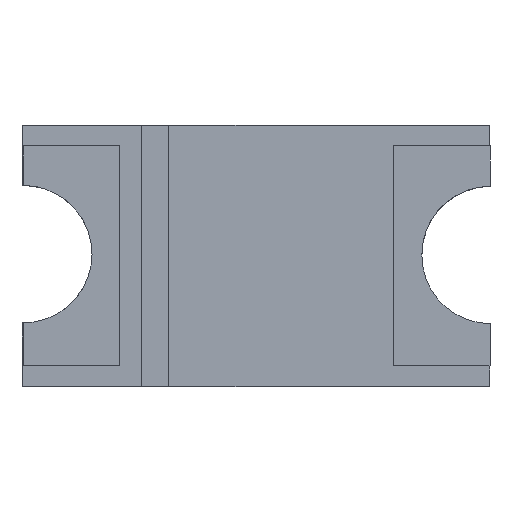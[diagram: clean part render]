
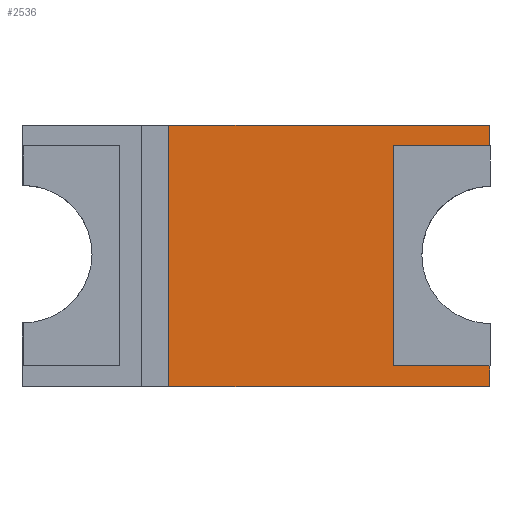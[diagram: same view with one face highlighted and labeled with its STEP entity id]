
A CAD part, top view. The second image highlights one B-rep face of the part: STEP entity #2536.
In plain terms, the highlighted planar face has unit normal (0, 0, 1).
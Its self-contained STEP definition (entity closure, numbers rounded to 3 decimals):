
#83 = PLANE('',#84);
#84 = AXIS2_PLACEMENT_3D('',#85,#86,#87);
#85 = CARTESIAN_POINT('',(1.7,-0.95,0.));
#86 = DIRECTION('',(0.,-1.,0.));
#87 = DIRECTION('',(-1.,0.,0.));
#168 = PLANE('',#169);
#169 = AXIS2_PLACEMENT_3D('',#170,#171,#172);
#170 = CARTESIAN_POINT('',(-1.7,0.95,0.));
#171 = DIRECTION('',(0.,1.,0.));
#172 = DIRECTION('',(1.,0.,0.));
#447 = PLANE('',#448);
#448 = AXIS2_PLACEMENT_3D('',#449,#450,#451);
#449 = CARTESIAN_POINT('',(1.7,0.95,0.));
#450 = DIRECTION('',(1.,0.,0.));
#451 = DIRECTION('',(0.,-1.,0.));
#674 = PLANE('',#675);
#675 = AXIS2_PLACEMENT_3D('',#676,#677,#678);
#676 = CARTESIAN_POINT('',(1.7,0.95,0.));
#677 = DIRECTION('',(1.,0.,0.));
#678 = DIRECTION('',(0.,-1.,0.));
#1116 = VERTEX_POINT('',#1117);
#1117 = CARTESIAN_POINT('',(1.7,-0.95,0.94));
#1138 = EDGE_CURVE('',#1116,#1139,#1141,.T.);
#1139 = VERTEX_POINT('',#1140);
#1140 = CARTESIAN_POINT('',(-0.632,-0.95,0.94));
#1141 = SURFACE_CURVE('',#1142,(#1146,#1153),.PCURVE_S1.);
#1142 = LINE('',#1143,#1144);
#1143 = CARTESIAN_POINT('',(1.7,-0.95,0.94));
#1144 = VECTOR('',#1145,1.);
#1145 = DIRECTION('',(-1.,0.,0.));
#1146 = PCURVE('',#83,#1147);
#1147 = DEFINITIONAL_REPRESENTATION('',(#1148),#1152);
#1148 = LINE('',#1149,#1150);
#1149 = CARTESIAN_POINT('',(0.,-0.94));
#1150 = VECTOR('',#1151,1.);
#1151 = DIRECTION('',(1.,0.));
#1152 = ( GEOMETRIC_REPRESENTATION_CONTEXT(2) 
PARAMETRIC_REPRESENTATION_CONTEXT() REPRESENTATION_CONTEXT('2D SPACE',''
  ) );
#1153 = PCURVE('',#1154,#1159);
#1154 = PLANE('',#1155);
#1155 = AXIS2_PLACEMENT_3D('',#1156,#1157,#1158);
#1156 = CARTESIAN_POINT('',(-1.7,0.95,0.94));
#1157 = DIRECTION('',(0.,0.,1.));
#1158 = DIRECTION('',(1.,0.,0.));
#1159 = DEFINITIONAL_REPRESENTATION('',(#1160),#1164);
#1160 = LINE('',#1161,#1162);
#1161 = CARTESIAN_POINT('',(3.4,-1.9));
#1162 = VECTOR('',#1163,1.);
#1163 = DIRECTION('',(-1.,0.));
#1164 = ( GEOMETRIC_REPRESENTATION_CONTEXT(2) 
PARAMETRIC_REPRESENTATION_CONTEXT() REPRESENTATION_CONTEXT('2D SPACE',''
  ) );
#1221 = VERTEX_POINT('',#1222);
#1222 = CARTESIAN_POINT('',(-0.632,0.95,0.94));
#1248 = EDGE_CURVE('',#1221,#1249,#1251,.T.);
#1249 = VERTEX_POINT('',#1250);
#1250 = CARTESIAN_POINT('',(1.7,0.95,0.94));
#1251 = SURFACE_CURVE('',#1252,(#1256,#1263),.PCURVE_S1.);
#1252 = LINE('',#1253,#1254);
#1253 = CARTESIAN_POINT('',(-1.7,0.95,0.94));
#1254 = VECTOR('',#1255,1.);
#1255 = DIRECTION('',(1.,0.,0.));
#1256 = PCURVE('',#168,#1257);
#1257 = DEFINITIONAL_REPRESENTATION('',(#1258),#1262);
#1258 = LINE('',#1259,#1260);
#1259 = CARTESIAN_POINT('',(0.,-0.94));
#1260 = VECTOR('',#1261,1.);
#1261 = DIRECTION('',(1.,0.));
#1262 = ( GEOMETRIC_REPRESENTATION_CONTEXT(2) 
PARAMETRIC_REPRESENTATION_CONTEXT() REPRESENTATION_CONTEXT('2D SPACE',''
  ) );
#1263 = PCURVE('',#1154,#1264);
#1264 = DEFINITIONAL_REPRESENTATION('',(#1265),#1269);
#1265 = LINE('',#1266,#1267);
#1266 = CARTESIAN_POINT('',(0.,0.));
#1267 = VECTOR('',#1268,1.);
#1268 = DIRECTION('',(1.,0.));
#1269 = ( GEOMETRIC_REPRESENTATION_CONTEXT(2) 
PARAMETRIC_REPRESENTATION_CONTEXT() REPRESENTATION_CONTEXT('2D SPACE',''
  ) );
#1298 = EDGE_CURVE('',#1249,#1299,#1301,.T.);
#1299 = VERTEX_POINT('',#1300);
#1300 = CARTESIAN_POINT('',(1.7,0.8,0.94));
#1301 = SURFACE_CURVE('',#1302,(#1306,#1313),.PCURVE_S1.);
#1302 = LINE('',#1303,#1304);
#1303 = CARTESIAN_POINT('',(1.7,0.95,0.94));
#1304 = VECTOR('',#1305,1.);
#1305 = DIRECTION('',(0.,-1.,0.));
#1306 = PCURVE('',#674,#1307);
#1307 = DEFINITIONAL_REPRESENTATION('',(#1308),#1312);
#1308 = LINE('',#1309,#1310);
#1309 = CARTESIAN_POINT('',(0.,-0.94));
#1310 = VECTOR('',#1311,1.);
#1311 = DIRECTION('',(1.,0.));
#1312 = ( GEOMETRIC_REPRESENTATION_CONTEXT(2) 
PARAMETRIC_REPRESENTATION_CONTEXT() REPRESENTATION_CONTEXT('2D SPACE',''
  ) );
#1313 = PCURVE('',#1154,#1314);
#1314 = DEFINITIONAL_REPRESENTATION('',(#1315),#1319);
#1315 = LINE('',#1316,#1317);
#1316 = CARTESIAN_POINT('',(3.4,0.));
#1317 = VECTOR('',#1318,1.);
#1318 = DIRECTION('',(0.,-1.));
#1319 = ( GEOMETRIC_REPRESENTATION_CONTEXT(2) 
PARAMETRIC_REPRESENTATION_CONTEXT() REPRESENTATION_CONTEXT('2D SPACE',''
  ) );
#1829 = VERTEX_POINT('',#1830);
#1830 = CARTESIAN_POINT('',(1.7,-0.8,0.94));
#1851 = EDGE_CURVE('',#1829,#1116,#1852,.T.);
#1852 = SURFACE_CURVE('',#1853,(#1857,#1864),.PCURVE_S1.);
#1853 = LINE('',#1854,#1855);
#1854 = CARTESIAN_POINT('',(1.7,0.95,0.94));
#1855 = VECTOR('',#1856,1.);
#1856 = DIRECTION('',(0.,-1.,0.));
#1857 = PCURVE('',#447,#1858);
#1858 = DEFINITIONAL_REPRESENTATION('',(#1859),#1863);
#1859 = LINE('',#1860,#1861);
#1860 = CARTESIAN_POINT('',(0.,-0.94));
#1861 = VECTOR('',#1862,1.);
#1862 = DIRECTION('',(1.,0.));
#1863 = ( GEOMETRIC_REPRESENTATION_CONTEXT(2) 
PARAMETRIC_REPRESENTATION_CONTEXT() REPRESENTATION_CONTEXT('2D SPACE',''
  ) );
#1864 = PCURVE('',#1154,#1865);
#1865 = DEFINITIONAL_REPRESENTATION('',(#1866),#1870);
#1866 = LINE('',#1867,#1868);
#1867 = CARTESIAN_POINT('',(3.4,0.));
#1868 = VECTOR('',#1869,1.);
#1869 = DIRECTION('',(0.,-1.));
#1870 = ( GEOMETRIC_REPRESENTATION_CONTEXT(2) 
PARAMETRIC_REPRESENTATION_CONTEXT() REPRESENTATION_CONTEXT('2D SPACE',''
  ) );
#2536 = ADVANCED_FACE('',(#2537),#1154,.T.);
#2537 = FACE_BOUND('',#2538,.T.);
#2538 = EDGE_LOOP('',(#2539,#2540,#2566,#2567,#2568,#2596,#2624,#2650));
#2539 = ORIENTED_EDGE('',*,*,#1248,.F.);
#2540 = ORIENTED_EDGE('',*,*,#2541,.F.);
#2541 = EDGE_CURVE('',#1139,#1221,#2542,.T.);
#2542 = SURFACE_CURVE('',#2543,(#2547,#2554),.PCURVE_S1.);
#2543 = LINE('',#2544,#2545);
#2544 = CARTESIAN_POINT('',(-0.632,-0.95,0.94));
#2545 = VECTOR('',#2546,1.);
#2546 = DIRECTION('',(0.,1.,0.));
#2547 = PCURVE('',#1154,#2548);
#2548 = DEFINITIONAL_REPRESENTATION('',(#2549),#2553);
#2549 = LINE('',#2550,#2551);
#2550 = CARTESIAN_POINT('',(1.068,-1.9));
#2551 = VECTOR('',#2552,1.);
#2552 = DIRECTION('',(0.,1.));
#2553 = ( GEOMETRIC_REPRESENTATION_CONTEXT(2) 
PARAMETRIC_REPRESENTATION_CONTEXT() REPRESENTATION_CONTEXT('2D SPACE',''
  ) );
#2554 = PCURVE('',#2555,#2560);
#2555 = PLANE('',#2556);
#2556 = AXIS2_PLACEMENT_3D('',#2557,#2558,#2559);
#2557 = CARTESIAN_POINT('',(-0.632,-0.95,0.94));
#2558 = DIRECTION('',(-1.,0.,0.));
#2559 = DIRECTION('',(0.,1.,0.));
#2560 = DEFINITIONAL_REPRESENTATION('',(#2561),#2565);
#2561 = LINE('',#2562,#2563);
#2562 = CARTESIAN_POINT('',(0.,0.));
#2563 = VECTOR('',#2564,1.);
#2564 = DIRECTION('',(1.,0.));
#2565 = ( GEOMETRIC_REPRESENTATION_CONTEXT(2) 
PARAMETRIC_REPRESENTATION_CONTEXT() REPRESENTATION_CONTEXT('2D SPACE',''
  ) );
#2566 = ORIENTED_EDGE('',*,*,#1138,.F.);
#2567 = ORIENTED_EDGE('',*,*,#1851,.F.);
#2568 = ORIENTED_EDGE('',*,*,#2569,.F.);
#2569 = EDGE_CURVE('',#2570,#1829,#2572,.T.);
#2570 = VERTEX_POINT('',#2571);
#2571 = CARTESIAN_POINT('',(1.004,-0.8,0.94));
#2572 = SURFACE_CURVE('',#2573,(#2577,#2584),.PCURVE_S1.);
#2573 = LINE('',#2574,#2575);
#2574 = CARTESIAN_POINT('',(1.004,-0.8,0.94));
#2575 = VECTOR('',#2576,1.);
#2576 = DIRECTION('',(1.,0.,0.));
#2577 = PCURVE('',#1154,#2578);
#2578 = DEFINITIONAL_REPRESENTATION('',(#2579),#2583);
#2579 = LINE('',#2580,#2581);
#2580 = CARTESIAN_POINT('',(2.704,-1.75));
#2581 = VECTOR('',#2582,1.);
#2582 = DIRECTION('',(1.,0.));
#2583 = ( GEOMETRIC_REPRESENTATION_CONTEXT(2) 
PARAMETRIC_REPRESENTATION_CONTEXT() REPRESENTATION_CONTEXT('2D SPACE',''
  ) );
#2584 = PCURVE('',#2585,#2590);
#2585 = PLANE('',#2586);
#2586 = AXIS2_PLACEMENT_3D('',#2587,#2588,#2589);
#2587 = CARTESIAN_POINT('',(1.004,-0.8,0.94));
#2588 = DIRECTION('',(0.,1.,0.));
#2589 = DIRECTION('',(1.,0.,0.));
#2590 = DEFINITIONAL_REPRESENTATION('',(#2591),#2595);
#2591 = LINE('',#2592,#2593);
#2592 = CARTESIAN_POINT('',(0.,0.));
#2593 = VECTOR('',#2594,1.);
#2594 = DIRECTION('',(1.,0.));
#2595 = ( GEOMETRIC_REPRESENTATION_CONTEXT(2) 
PARAMETRIC_REPRESENTATION_CONTEXT() REPRESENTATION_CONTEXT('2D SPACE',''
  ) );
#2596 = ORIENTED_EDGE('',*,*,#2597,.F.);
#2597 = EDGE_CURVE('',#2598,#2570,#2600,.T.);
#2598 = VERTEX_POINT('',#2599);
#2599 = CARTESIAN_POINT('',(1.004,0.8,0.94));
#2600 = SURFACE_CURVE('',#2601,(#2605,#2612),.PCURVE_S1.);
#2601 = LINE('',#2602,#2603);
#2602 = CARTESIAN_POINT('',(1.004,0.8,0.94));
#2603 = VECTOR('',#2604,1.);
#2604 = DIRECTION('',(0.,-1.,0.));
#2605 = PCURVE('',#1154,#2606);
#2606 = DEFINITIONAL_REPRESENTATION('',(#2607),#2611);
#2607 = LINE('',#2608,#2609);
#2608 = CARTESIAN_POINT('',(2.704,-0.15));
#2609 = VECTOR('',#2610,1.);
#2610 = DIRECTION('',(0.,-1.));
#2611 = ( GEOMETRIC_REPRESENTATION_CONTEXT(2) 
PARAMETRIC_REPRESENTATION_CONTEXT() REPRESENTATION_CONTEXT('2D SPACE',''
  ) );
#2612 = PCURVE('',#2613,#2618);
#2613 = PLANE('',#2614);
#2614 = AXIS2_PLACEMENT_3D('',#2615,#2616,#2617);
#2615 = CARTESIAN_POINT('',(1.004,0.8,0.94));
#2616 = DIRECTION('',(1.,0.,0.));
#2617 = DIRECTION('',(0.,-1.,0.));
#2618 = DEFINITIONAL_REPRESENTATION('',(#2619),#2623);
#2619 = LINE('',#2620,#2621);
#2620 = CARTESIAN_POINT('',(0.,0.));
#2621 = VECTOR('',#2622,1.);
#2622 = DIRECTION('',(1.,0.));
#2623 = ( GEOMETRIC_REPRESENTATION_CONTEXT(2) 
PARAMETRIC_REPRESENTATION_CONTEXT() REPRESENTATION_CONTEXT('2D SPACE',''
  ) );
#2624 = ORIENTED_EDGE('',*,*,#2625,.F.);
#2625 = EDGE_CURVE('',#1299,#2598,#2626,.T.);
#2626 = SURFACE_CURVE('',#2627,(#2631,#2638),.PCURVE_S1.);
#2627 = LINE('',#2628,#2629);
#2628 = CARTESIAN_POINT('',(1.704,0.8,0.94));
#2629 = VECTOR('',#2630,1.);
#2630 = DIRECTION('',(-1.,0.,0.));
#2631 = PCURVE('',#1154,#2632);
#2632 = DEFINITIONAL_REPRESENTATION('',(#2633),#2637);
#2633 = LINE('',#2634,#2635);
#2634 = CARTESIAN_POINT('',(3.404,-0.15));
#2635 = VECTOR('',#2636,1.);
#2636 = DIRECTION('',(-1.,0.));
#2637 = ( GEOMETRIC_REPRESENTATION_CONTEXT(2) 
PARAMETRIC_REPRESENTATION_CONTEXT() REPRESENTATION_CONTEXT('2D SPACE',''
  ) );
#2638 = PCURVE('',#2639,#2644);
#2639 = PLANE('',#2640);
#2640 = AXIS2_PLACEMENT_3D('',#2641,#2642,#2643);
#2641 = CARTESIAN_POINT('',(1.704,0.8,0.94));
#2642 = DIRECTION('',(0.,-1.,0.));
#2643 = DIRECTION('',(-1.,0.,0.));
#2644 = DEFINITIONAL_REPRESENTATION('',(#2645),#2649);
#2645 = LINE('',#2646,#2647);
#2646 = CARTESIAN_POINT('',(0.,0.));
#2647 = VECTOR('',#2648,1.);
#2648 = DIRECTION('',(1.,0.));
#2649 = ( GEOMETRIC_REPRESENTATION_CONTEXT(2) 
PARAMETRIC_REPRESENTATION_CONTEXT() REPRESENTATION_CONTEXT('2D SPACE',''
  ) );
#2650 = ORIENTED_EDGE('',*,*,#1298,.F.);
